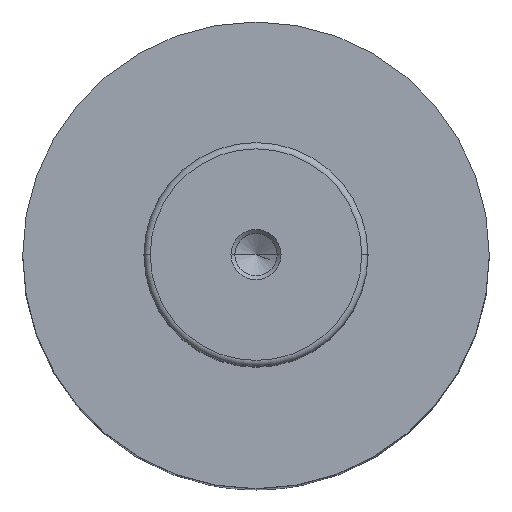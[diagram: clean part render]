
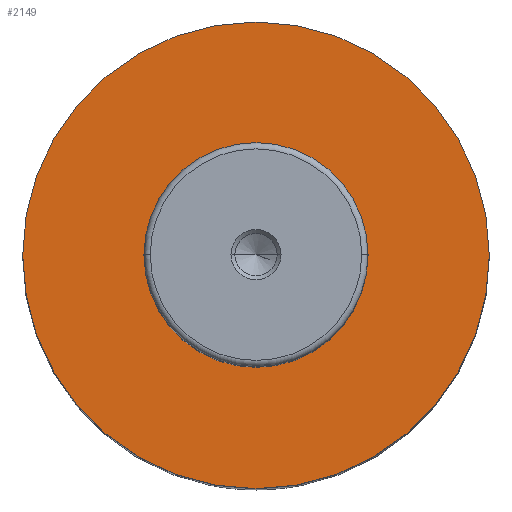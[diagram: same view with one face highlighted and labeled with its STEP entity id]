
A CAD part, top view. The second image highlights one B-rep face of the part: STEP entity #2149.
In plain terms, the highlighted planar face has unit normal (0, 0, 1).
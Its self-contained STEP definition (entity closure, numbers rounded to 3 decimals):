
#60 = CIRCLE ( 'NONE', #601, 37.5 ) ;
#97 = CARTESIAN_POINT ( 'NONE',  ( 0., 0., 120. ) ) ;
#132 = CARTESIAN_POINT ( 'NONE',  ( -18., 0., 120. ) ) ;
#170 = CARTESIAN_POINT ( 'NONE',  ( -18., 0., 120. ) ) ;
#224 = CIRCLE ( 'NONE', #1846, 37.5 ) ;
#264 = VERTEX_POINT ( 'NONE', #170 ) ;
#299 = DIRECTION ( 'NONE',  ( -1., 0., 0. ) ) ;
#526 = DIRECTION ( 'NONE',  ( 0., 0., -1. ) ) ;
#534 = DIRECTION ( 'NONE',  ( 0., 0., -1. ) ) ;
#601 = AXIS2_PLACEMENT_3D ( 'NONE', #1540, #534, #1722 ) ;
#696 = DIRECTION ( 'NONE',  ( 0., 0., 1. ) ) ;
#717 = CARTESIAN_POINT ( 'NONE',  ( 37.5, 0., 120. ) ) ;
#793 = CIRCLE ( 'NONE', #1319, 18. ) ;
#909 = CARTESIAN_POINT ( 'NONE',  ( 0., 0., 120. ) ) ;
#978 = EDGE_CURVE ( 'NONE', #1285, #264, #793, .T. ) ;
#986 = VERTEX_POINT ( 'NONE', #2182 ) ;
#992 = AXIS2_PLACEMENT_3D ( 'NONE', #1531, #526, #1712 ) ;
#1083 = DIRECTION ( 'NONE',  ( -1., 0., 0. ) ) ;
#1102 = EDGE_CURVE ( 'NONE', #2192, #986, #60, .T. ) ;
#1170 = ORIENTED_EDGE ( 'NONE', *, *, #978, .T. ) ;
#1192 = CIRCLE ( 'NONE', #992, 18. ) ;
#1197 = PLANE ( 'NONE',  #1335 ) ;
#1237 = EDGE_CURVE ( 'NONE', #986, #2192, #224, .T. ) ;
#1285 = VERTEX_POINT ( 'NONE', #2261 ) ;
#1319 = AXIS2_PLACEMENT_3D ( 'NONE', #97, #1342, #299 ) ;
#1335 = AXIS2_PLACEMENT_3D ( 'NONE', #132, #696, #1881 ) ;
#1342 = DIRECTION ( 'NONE',  ( 0., 0., -1. ) ) ;
#1387 = EDGE_LOOP ( 'NONE', ( #1629, #2173 ) ) ;
#1531 = CARTESIAN_POINT ( 'NONE',  ( 0., 0., 120. ) ) ;
#1540 = CARTESIAN_POINT ( 'NONE',  ( 0., 0., 120. ) ) ;
#1629 = ORIENTED_EDGE ( 'NONE', *, *, #1237, .F. ) ;
#1648 = FACE_BOUND ( 'NONE', #2199, .T. ) ;
#1712 = DIRECTION ( 'NONE',  ( -1., 0., 0. ) ) ;
#1722 = DIRECTION ( 'NONE',  ( -1., 0., 0. ) ) ;
#1846 = AXIS2_PLACEMENT_3D ( 'NONE', #909, #2093, #1083 ) ;
#1859 = ORIENTED_EDGE ( 'NONE', *, *, #2142, .T. ) ;
#1881 = DIRECTION ( 'NONE',  ( 1., 0., 0. ) ) ;
#2093 = DIRECTION ( 'NONE',  ( 0., 0., -1. ) ) ;
#2096 = FACE_OUTER_BOUND ( 'NONE', #1387, .T. ) ;
#2142 = EDGE_CURVE ( 'NONE', #264, #1285, #1192, .T. ) ;
#2149 = ADVANCED_FACE ( 'NONE', ( #1648, #2096 ), #1197, .T. ) ;
#2173 = ORIENTED_EDGE ( 'NONE', *, *, #1102, .F. ) ;
#2182 = CARTESIAN_POINT ( 'NONE',  ( -37.5, 0., 120. ) ) ;
#2192 = VERTEX_POINT ( 'NONE', #717 ) ;
#2199 = EDGE_LOOP ( 'NONE', ( #1859, #1170 ) ) ;
#2261 = CARTESIAN_POINT ( 'NONE',  ( 18., 0., 120. ) ) ;
